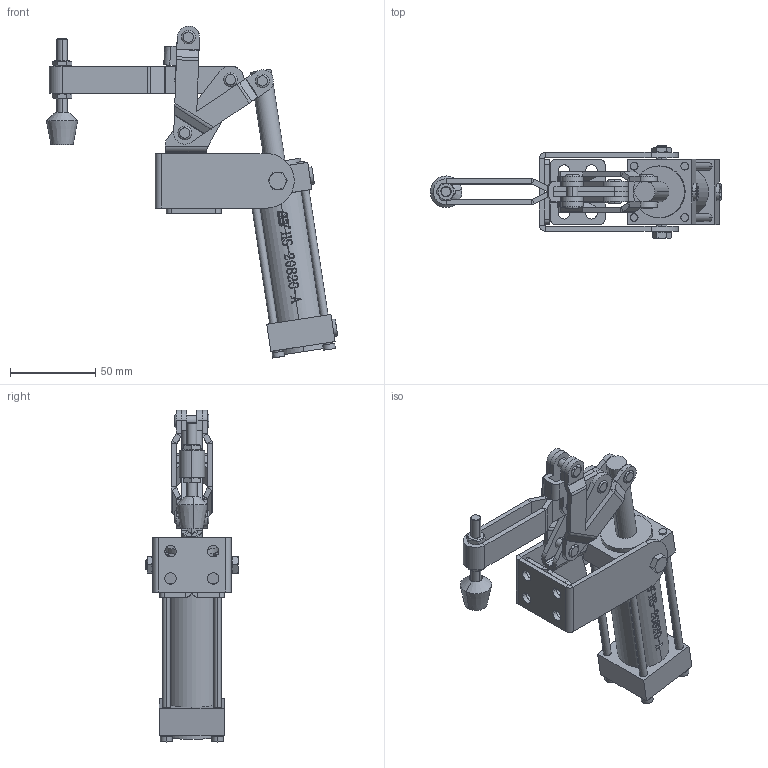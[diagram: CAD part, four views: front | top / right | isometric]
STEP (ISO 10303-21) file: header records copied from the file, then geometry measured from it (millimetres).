
FILE_DESCRIPTION (( 'STEP AP203' ), '1' );
FILE_NAME ('HS-20820-A 装配体.STEP', '2018-12-07T08:46:21', ( 'PCOS' ), ( '微软中国' ), 'SwSTEP 2.0', 'SolidWorks 2012', '' );
FILE_SCHEMA (( 'CONFIG_CONTROL_DESIGN' ));
Length unit declared in the file: millimetre
Products named in the file (15): HS-20820-A 蚾饜极; 种1; hex thin nuts-grades ab-chamfered gb_GB_FASTENER_NUT_STNAB M6-N; hexagon head bolts-full thread gb_GB_FASTENER_BOLT_STBAB A M6X50-N; 蟀裝4; 蚐詰; 揤輸; 揤參; 种; 蟀裝3; 蟀裝2; 活塞杆1; 菁釱酘; 菁釱衵; 盓殤
Assembly tree (20 placements, depth 2):
  HS-20820-A 蚾饜极
    盓殤
    菁釱衵
    菁釱酘
    活塞杆1
    蟀裝2
    蟀裝3
    种  x2
    揤參
    揤輸
    蚐詰
    蟀裝4
    hexagon head bolts-full thread gb_GB_FASTENER_BOLT_STBAB A M6X50-N  x2
    hex thin nuts-grades ab-chamfered gb_GB_FASTENER_NUT_STNAB M6-N  x3
    种1  x3
Bounding box: 170.47 x 54.15 x 194.18 mm (x, y, z)
Volume: 184480.9 mm3; surface area: 81481 mm2
Topology: 20 solids, 20 shells, 1021 faces, 2519 edges, 1594 vertices
Faces by surface type: plane 496, cylinder 288, bspline 169, cone 48, torus 20
Entity records: 36232 total; most frequent: CARTESIAN_POINT 13285, ORIENTED_EDGE 4642, DIRECTION 3925, EDGE_CURVE 2321, VERTEX_POINT 1470, AXIS2_PLACEMENT_3D 1337, LINE 1251, VECTOR 1251
